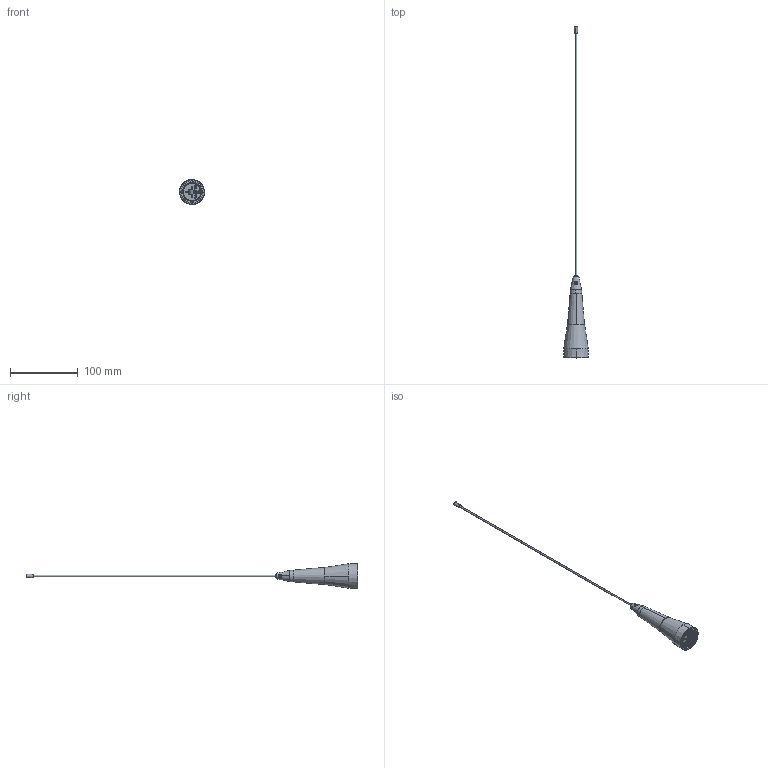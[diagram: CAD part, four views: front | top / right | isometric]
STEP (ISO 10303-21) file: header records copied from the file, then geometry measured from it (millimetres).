
FILE_DESCRIPTION (( 'STEP AP214' ), '1' );
FILE_NAME ('FM51MP1003_3D.step', '2023-01-17T21:10:39', ( '' ), ( '' ), 'SwSTEP 2.0', 'SolidWorks 2022', '' );
FILE_SCHEMA (( 'AUTOMOTIVE_DESIGN' ));
Length unit declared in the file: millimetre
Products named in the file (34): Fixture; 13-00021_92311A422; 7-00015_REV-A; FM51MP1003_3D; GS 4-5_REV-A; 3-00008_REV-C_Installed; 2-00017-REV-A; 2A-00031-REV-A; 5-00028-REV-A; 34-00038-REV-A; 8-00036-REV-A; 6-00073_REV-1; EM6A-00011-Z00_REV-A; 34-00040-REV-A; 13-00006_92313A820; 9-00002_REV-A; 20-00003-REV-B; 20A-00006-REV-B; EMFLX3A-00001-REV-C; 6A-00002_REV-B; 7-00060_REV-A; 34-00039-REV-A; 6-A145-02; 7-00059_Rev-A; 18-00010_REV-A; 34-00041-REV-A; GS 4-12_REV-A; 6A-00022_REV-1; 7A-00037_REV-A; 19-00009-REV-A; 7-00037_Rev-A; 7-00022_REV-B; 7-00014_REV-A; 3-00022-REV-A
Assembly tree (36 placements, depth 5):
  FM51MP1003_3D
    2A-00031-REV-A
    EMFLX3A-00001-REV-C
      6A-00002_REV-B
        7-00014_REV-A
        6-A145-02
        7-00015_REV-A
      7A-00037_REV-A
        7-00037_Rev-A
        13-00006_92313A820
        13-00021_92311A422
      GS 4-5_REV-A
      GS 4-12_REV-A
      18-00010_REV-A
    EM6A-00011-Z00_REV-A
      20A-00006-REV-B
        20-00003-REV-B
          19-00009-REV-A
          3-00022-REV-A  x2
          Fixture  x2
          34-00038-REV-A
          34-00039-REV-A  x2
          34-00040-REV-A
          34-00041-REV-A
        7-00022_REV-B
        2-00017-REV-A
        8-00036-REV-A
        5-00028-REV-A
      6A-00022_REV-1
        6-00073_REV-1
        7-00059_Rev-A
        7-00060_REV-A
      9-00002_REV-A
      3-00008_REV-C_Installed
Bounding box: 36.91 x 491.51 x 36.91 mm (x, y, z)
Volume: 246.2 mm3; surface area: 35723.7 mm2
Topology: 2 solids, 31 shells, 1134 faces, 3196 edges, 2166 vertices
Faces by surface type: cylinder 471, plane 287, bspline 269, cone 107
Entity records: 87418 total; most frequent: CARTESIAN_POINT 48668, ORIENTED_EDGE 6236, DIRECTION 4355, EDGE_CURVE 3118, VERTEX_POINT 2122, AXIS2_PLACEMENT_3D 1650, EDGE_LOOP 1204, UNCERTAINTY_MEASURE_WITH_UNIT 1155
